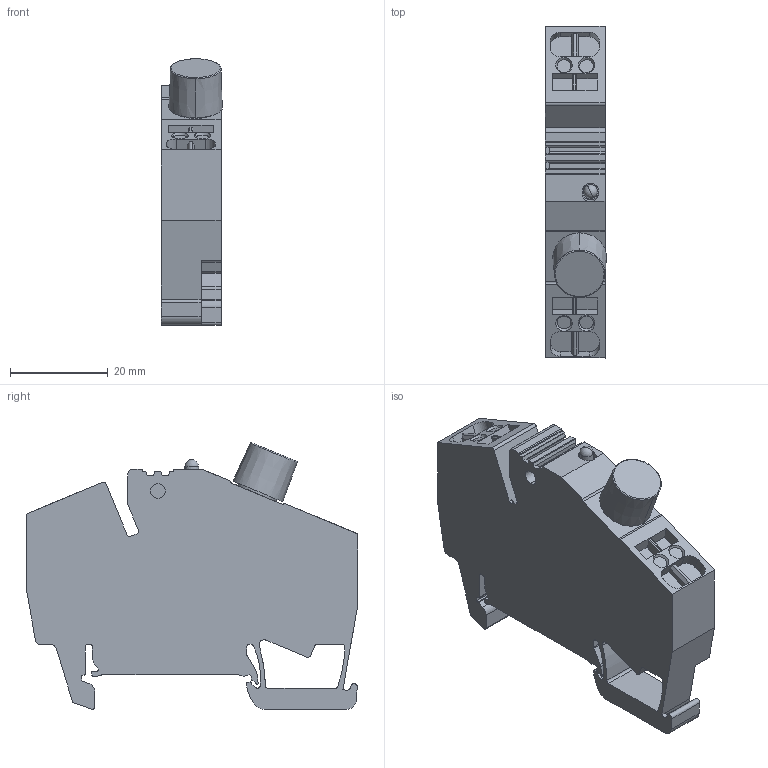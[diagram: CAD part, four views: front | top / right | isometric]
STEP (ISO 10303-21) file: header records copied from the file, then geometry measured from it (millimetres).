
FILE_DESCRIPTION(('CATIA V5R22 STEP214','CAx-IF Rec.Pracs.--- Model Styling and Organization---1.4--- 2014-01-23'),'2;1');
FILE_NAME ('024306-2_0', '2021-04-22T09:48:30+00:00', ('Weidmueller Interface'), ('Weidmueller'), 'CATIA Version 5-6 Release 2016 SP3 HF44', 'CATIA V5 STEP AP214', 'none');
FILE_SCHEMA(('AUTOMOTIVE_DESIGN { 1 0 10303 214 1 1 1 1 }'));
Length unit declared in the file: millimetre
Products named in the file (1): 37889_ZSI_2-5/2X2AN/G20/LD_AllCATPart
Bounding box: 12.5 x 67.95 x 54.6 mm (x, y, z)
Volume: 29118.1 mm3; surface area: 10214.1 mm2
Topology: 3 solids, 3 shells, 267 faces, 759 edges, 509 vertices
Faces by surface type: plane 149, cylinder 95, bspline 11, cone 8, torus 2, sphere 2
Entity records: 8787 total; most frequent: CARTESIAN_POINT 1992, ORIENTED_EDGE 1514, DIRECTION 1182, EDGE_CURVE 757, VERTEX_POINT 509, VECTOR 495, LINE 495, AXIS2_PLACEMENT_3D 450
